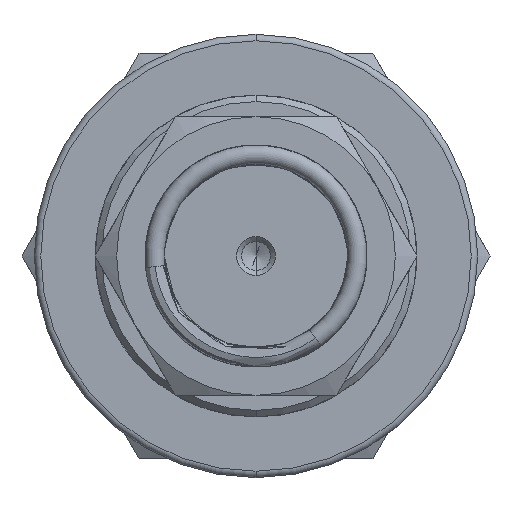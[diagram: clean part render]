
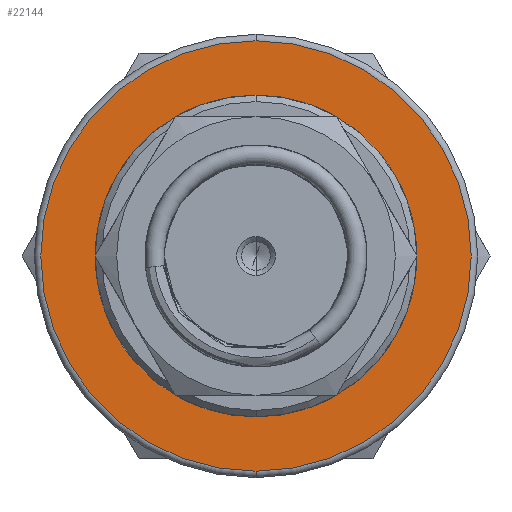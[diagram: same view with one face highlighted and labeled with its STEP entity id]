
A CAD part, left-side view. The second image highlights one B-rep face of the part: STEP entity #22144.
In plain terms, the highlighted planar face has unit normal (-1, 0, 0).
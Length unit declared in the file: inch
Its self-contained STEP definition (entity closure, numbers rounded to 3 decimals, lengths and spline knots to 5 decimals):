
#449 = FACE_BOUND ( 'NONE', #27436, .T. ) ;
#509 = CARTESIAN_POINT ( 'NONE',  ( -0.87874, 0., -0.33449 ) ) ;
#699 = VERTEX_POINT ( 'NONE', #10762 ) ;
#1155 = CARTESIAN_POINT ( 'NONE',  ( -0.87874, -0.34449, -0.225 ) ) ;
#3292 = AXIS2_PLACEMENT_3D ( 'NONE', #31221, #10586, #25999 ) ;
#4356 = CIRCLE ( 'NONE', #5984, 0.25 ) ;
#4681 = VERTEX_POINT ( 'NONE', #27986 ) ;
#5201 = CARTESIAN_POINT ( 'NONE',  ( -0.87874, -0.10897, 0.225 ) ) ;
#5984 = AXIS2_PLACEMENT_3D ( 'NONE', #29860, #22591, #6700 ) ;
#6503 = DIRECTION ( 'NONE',  ( 0., 0., -1. ) ) ;
#6700 = DIRECTION ( 'NONE',  ( 0., 0., -1. ) ) ;
#7427 = AXIS2_PLACEMENT_3D ( 'NONE', #21710, #19020, #6503 ) ;
#7540 = CIRCLE ( 'NONE', #23712, 0.33449 ) ;
#8080 = CIRCLE ( 'NONE', #22111, 0.25 ) ;
#8471 = ORIENTED_EDGE ( 'NONE', *, *, #32679, .F. ) ;
#9190 = ORIENTED_EDGE ( 'NONE', *, *, #21290, .T. ) ;
#9411 = DIRECTION ( 'NONE',  ( 1., 0., 0. ) ) ;
#9555 = EDGE_CURVE ( 'NONE', #14804, #17076, #31170, .T. ) ;
#10586 = DIRECTION ( 'NONE',  ( 1., 0., 0. ) ) ;
#10598 = VERTEX_POINT ( 'NONE', #23504 ) ;
#10762 = CARTESIAN_POINT ( 'NONE',  ( -0.87874, 0.10897, 0.225 ) ) ;
#11249 = CARTESIAN_POINT ( 'NONE',  ( -0.87874, 0., 0. ) ) ;
#11745 = EDGE_LOOP ( 'NONE', ( #31726, #19161 ) ) ;
#12974 = PLANE ( 'NONE',  #3292 ) ;
#13426 = VECTOR ( 'NONE', #28925, 39.37008 ) ;
#13520 = EDGE_CURVE ( 'NONE', #17076, #14804, #7540, .T. ) ;
#14049 = EDGE_CURVE ( 'NONE', #14120, #10598, #8080, .T. ) ;
#14120 = VERTEX_POINT ( 'NONE', #5201 ) ;
#14804 = VERTEX_POINT ( 'NONE', #30510 ) ;
#17076 = VERTEX_POINT ( 'NONE', #509 ) ;
#18492 = ORIENTED_EDGE ( 'NONE', *, *, #14049, .T. ) ;
#19020 = DIRECTION ( 'NONE',  ( 1., 0., 0. ) ) ;
#19161 = ORIENTED_EDGE ( 'NONE', *, *, #9555, .F. ) ;
#19196 = ORIENTED_EDGE ( 'NONE', *, *, #24197, .T. ) ;
#20417 = DIRECTION ( 'NONE',  ( 0., 0., -1. ) ) ;
#21150 = CARTESIAN_POINT ( 'NONE',  ( -0.87874, -0.34449, 0.225 ) ) ;
#21290 = EDGE_CURVE ( 'NONE', #4681, #699, #4356, .T. ) ;
#21313 = LINE ( 'NONE', #21150, #13426 ) ;
#21710 = CARTESIAN_POINT ( 'NONE',  ( -0.87874, 0., 0. ) ) ;
#22111 = AXIS2_PLACEMENT_3D ( 'NONE', #33077, #9411, #20417 ) ;
#22144 = ADVANCED_FACE ( 'NONE', ( #449, #23285 ), #12974, .F. ) ;
#22591 = DIRECTION ( 'NONE',  ( 1., 0., 0. ) ) ;
#23285 = FACE_OUTER_BOUND ( 'NONE', #11745, .T. ) ;
#23504 = CARTESIAN_POINT ( 'NONE',  ( -0.87874, -0.10897, -0.225 ) ) ;
#23712 = AXIS2_PLACEMENT_3D ( 'NONE', #11249, #29669, #32199 ) ;
#24197 = EDGE_CURVE ( 'NONE', #10598, #4681, #32418, .T. ) ;
#25999 = DIRECTION ( 'NONE',  ( 0., 0., -1. ) ) ;
#27436 = EDGE_LOOP ( 'NONE', ( #9190, #8471, #18492, #19196 ) ) ;
#27986 = CARTESIAN_POINT ( 'NONE',  ( -0.87874, 0.10897, -0.225 ) ) ;
#28925 = DIRECTION ( 'NONE',  ( 0., 1., 0. ) ) ;
#29669 = DIRECTION ( 'NONE',  ( 1., 0., 0. ) ) ;
#29860 = CARTESIAN_POINT ( 'NONE',  ( -0.87874, 0., 0. ) ) ;
#30224 = DIRECTION ( 'NONE',  ( 0., 1., 0. ) ) ;
#30510 = CARTESIAN_POINT ( 'NONE',  ( -0.87874, 0., 0.33449 ) ) ;
#30548 = VECTOR ( 'NONE', #30224, 39.37008 ) ;
#31170 = CIRCLE ( 'NONE', #7427, 0.33449 ) ;
#31221 = CARTESIAN_POINT ( 'NONE',  ( -0.87874, 0.33449, 0. ) ) ;
#31726 = ORIENTED_EDGE ( 'NONE', *, *, #13520, .F. ) ;
#32199 = DIRECTION ( 'NONE',  ( 0., 0., -1. ) ) ;
#32418 = LINE ( 'NONE', #1155, #30548 ) ;
#32679 = EDGE_CURVE ( 'NONE', #14120, #699, #21313, .T. ) ;
#33077 = CARTESIAN_POINT ( 'NONE',  ( -0.87874, 0., 0. ) ) ;
